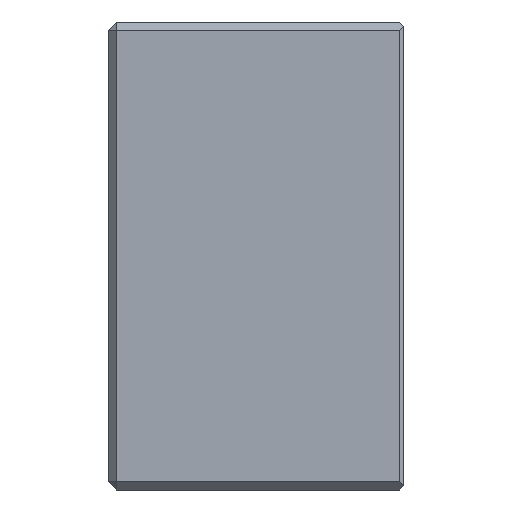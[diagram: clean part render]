
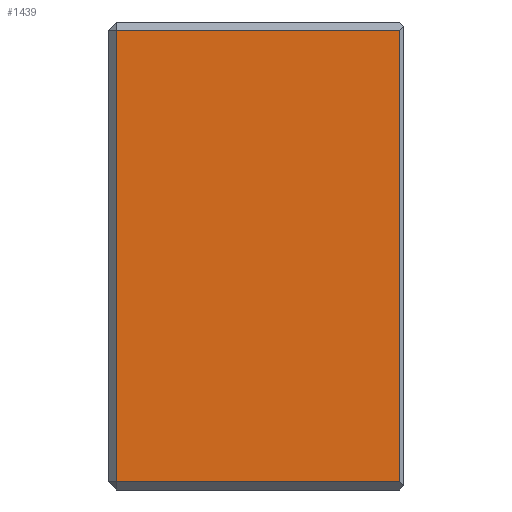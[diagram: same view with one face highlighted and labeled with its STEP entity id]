
A CAD part, left-side view. The second image highlights one B-rep face of the part: STEP entity #1439.
In plain terms, the highlighted planar face has unit normal (-1, 0, 0).
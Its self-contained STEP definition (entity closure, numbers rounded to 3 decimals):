
#111 = EDGE_LOOP ( 'NONE', ( #1114, #1037, #1038, #1042 ) ) ;
#177 = LINE ( 'NONE', #537, #883 ) ;
#181 = LINE ( 'NONE', #529, #946 ) ;
#184 = LINE ( 'NONE', #547, #914 ) ;
#191 = LINE ( 'NONE', #624, #958 ) ;
#375 = FACE_OUTER_BOUND ( 'NONE', #111, .T. ) ;
#423 = DIRECTION ( 'NONE',  ( 0., -1., 0. ) ) ;
#485 = PLANE ( 'NONE',  #1542 ) ;
#529 = CARTESIAN_POINT ( 'NONE',  ( -56., 0.5, 27.5 ) ) ;
#537 = CARTESIAN_POINT ( 'NONE',  ( -56., 36., -27.5 ) ) ;
#547 = CARTESIAN_POINT ( 'NONE',  ( -56., 35., 28.5 ) ) ;
#571 = DIRECTION ( 'NONE',  ( 0., 0., 1. ) ) ;
#587 = DIRECTION ( 'NONE',  ( 0., 0., -1. ) ) ;
#601 = DIRECTION ( 'NONE',  ( 0., 1., 0. ) ) ;
#624 = CARTESIAN_POINT ( 'NONE',  ( -56., 36., 27.5 ) ) ;
#635 = DIRECTION ( 'NONE',  ( 0., 0., -1. ) ) ;
#637 = CARTESIAN_POINT ( 'NONE',  ( -56., 36., 28.5 ) ) ;
#772 = DIRECTION ( 'NONE',  ( 1., 0., 0. ) ) ;
#883 = VECTOR ( 'NONE', #423, 1000. ) ;
#914 = VECTOR ( 'NONE', #635, 1000. ) ;
#946 = VECTOR ( 'NONE', #571, 1000. ) ;
#958 = VECTOR ( 'NONE', #601, 1000. ) ;
#1037 = ORIENTED_EDGE ( 'NONE', *, *, #1612, .T. ) ;
#1038 = ORIENTED_EDGE ( 'NONE', *, *, #1616, .T. ) ;
#1042 = ORIENTED_EDGE ( 'NONE', *, *, #1618, .T. ) ;
#1114 = ORIENTED_EDGE ( 'NONE', *, *, #1611, .T. ) ;
#1181 = VERTEX_POINT ( 'NONE', #1982 ) ;
#1182 = VERTEX_POINT ( 'NONE', #1981 ) ;
#1201 = VERTEX_POINT ( 'NONE', #1975 ) ;
#1204 = VERTEX_POINT ( 'NONE', #1974 ) ;
#1439 = ADVANCED_FACE ( 'NONE', ( #375 ), #485, .F. ) ;
#1542 = AXIS2_PLACEMENT_3D ( 'NONE', #637, #772, #587 ) ;
#1611 = EDGE_CURVE ( 'NONE', #1181, #1182, #177, .T. ) ;
#1612 = EDGE_CURVE ( 'NONE', #1182, #1201, #181, .T. ) ;
#1616 = EDGE_CURVE ( 'NONE', #1201, #1204, #191, .T. ) ;
#1618 = EDGE_CURVE ( 'NONE', #1204, #1181, #184, .T. ) ;
#1974 = CARTESIAN_POINT ( 'NONE',  ( -56., 35., 27.5 ) ) ;
#1975 = CARTESIAN_POINT ( 'NONE',  ( -56., 0.5, 27.5 ) ) ;
#1981 = CARTESIAN_POINT ( 'NONE',  ( -56., 0.5, -27.5 ) ) ;
#1982 = CARTESIAN_POINT ( 'NONE',  ( -56., 35., -27.5 ) ) ;
